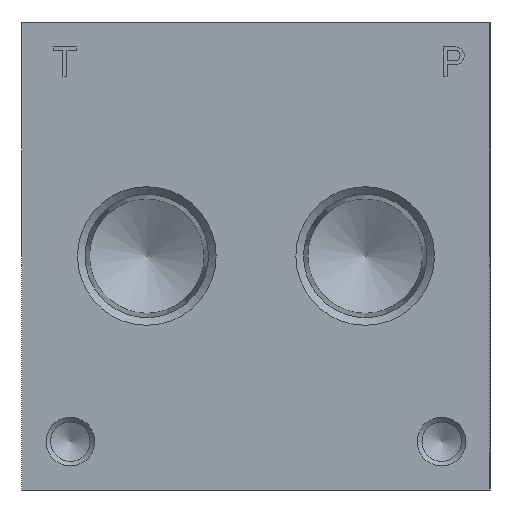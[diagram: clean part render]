
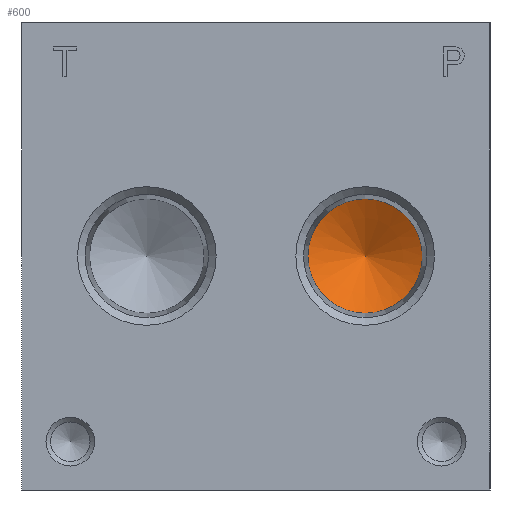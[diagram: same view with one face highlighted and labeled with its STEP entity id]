
A CAD part, left-side view. The second image highlights one B-rep face of the part: STEP entity #600.
In plain terms, the highlighted conical face has half-angle 61.526 degrees and reference radius 9.32 mm.
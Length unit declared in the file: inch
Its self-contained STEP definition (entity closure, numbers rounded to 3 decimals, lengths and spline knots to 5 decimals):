
#600 = ADVANCED_FACE( '', ( #1482, #1483 ), #1484, .F. );
#1482 = FACE_BOUND( '', #2656, .T. );
#1483 = FACE_OUTER_BOUND( '', #2657, .T. );
#1484 = CONICAL_SURFACE( '', #2658, 0.36691, 1.074 );
#2656 = VERTEX_LOOP( '', #4480 );
#2657 = EDGE_LOOP( '', ( #4481 ) );
#2658 = AXIS2_PLACEMENT_3D( '', #4482, #4483, #4484 );
#4480 = VERTEX_POINT( '', #6920 );
#4481 = ORIENTED_EDGE( '', *, *, #6921, .F. );
#4482 = CARTESIAN_POINT( '', ( 0.962, 0.8, 1.5 ) );
#4483 = DIRECTION( '', ( -1., 0., 0. ) );
#4484 = DIRECTION( '', ( 0., 0., 1. ) );
#6920 = CARTESIAN_POINT( '', ( 1.161, 0.8, 1.5 ) );
#6921 = EDGE_CURVE( '', #8440, #8440, #8441, .T. );
#8440 = VERTEX_POINT( '', #10424 );
#8441 = CIRCLE( '', #10425, 0.36691 );
#10424 = CARTESIAN_POINT( '', ( 0.962, 0.8, 1.13309 ) );
#10425 = AXIS2_PLACEMENT_3D( '', #11988, #11989, #11990 );
#11988 = CARTESIAN_POINT( '', ( 0.962, 0.8, 1.5 ) );
#11989 = DIRECTION( '', ( 1., 0., 0. ) );
#11990 = DIRECTION( '', ( 0., 0., -1. ) );
